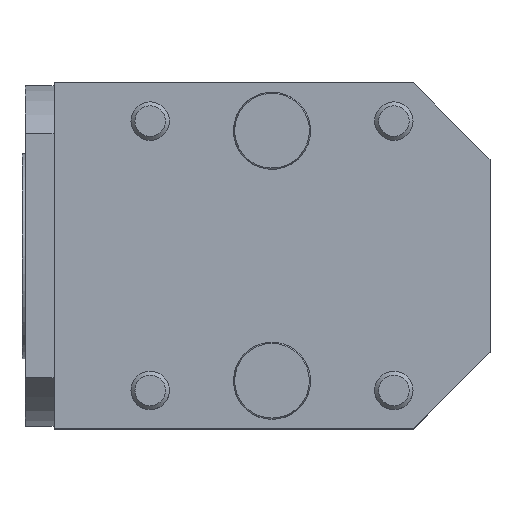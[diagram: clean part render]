
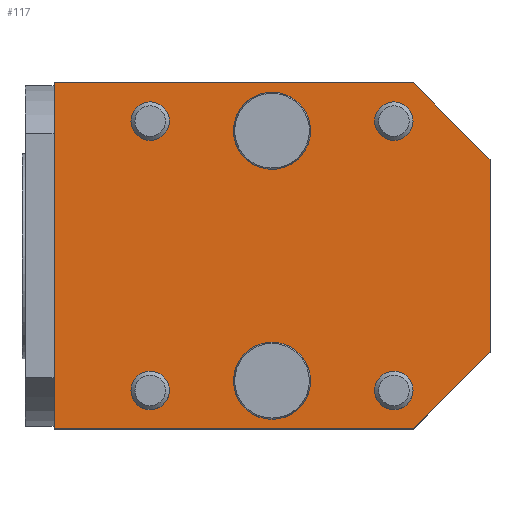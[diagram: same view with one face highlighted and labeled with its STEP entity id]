
A CAD part, top view. The second image highlights one B-rep face of the part: STEP entity #117.
In plain terms, the highlighted planar face has unit normal (0, 0, 1).
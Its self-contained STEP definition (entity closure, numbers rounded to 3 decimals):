
#117=ADVANCED_FACE('',(#194,#195,#196,#197,#198,#199,#200),#173,.T.);
#173=PLANE('',#865);
#194=FACE_BOUND('',#249,.T.);
#195=FACE_BOUND('',#250,.T.);
#196=FACE_BOUND('',#251,.T.);
#197=FACE_BOUND('',#252,.T.);
#198=FACE_BOUND('',#253,.T.);
#199=FACE_BOUND('',#254,.T.);
#200=FACE_BOUND('',#255,.T.);
#249=EDGE_LOOP('',(#408));
#250=EDGE_LOOP('',(#409));
#251=EDGE_LOOP('',(#410));
#252=EDGE_LOOP('',(#411));
#253=EDGE_LOOP('',(#412));
#254=EDGE_LOOP('',(#413));
#255=EDGE_LOOP('',(#414,#415,#416,#417,#418,#419));
#327=CIRCLE('',#859,6.006);
#328=CIRCLE('',#860,6.006);
#329=CIRCLE('',#861,3.);
#330=CIRCLE('',#862,3.);
#331=CIRCLE('',#863,3.);
#332=CIRCLE('',#864,3.);
#408=ORIENTED_EDGE('',*,*,#672,.F.);
#409=ORIENTED_EDGE('',*,*,#673,.F.);
#410=ORIENTED_EDGE('',*,*,#674,.F.);
#411=ORIENTED_EDGE('',*,*,#675,.F.);
#412=ORIENTED_EDGE('',*,*,#676,.F.);
#413=ORIENTED_EDGE('',*,*,#677,.F.);
#414=ORIENTED_EDGE('',*,*,#656,.T.);
#415=ORIENTED_EDGE('',*,*,#660,.T.);
#416=ORIENTED_EDGE('',*,*,#661,.F.);
#417=ORIENTED_EDGE('',*,*,#667,.F.);
#418=ORIENTED_EDGE('',*,*,#669,.F.);
#419=ORIENTED_EDGE('',*,*,#651,.T.);
#577=VERTEX_POINT('',#1233);
#578=VERTEX_POINT('',#1235);
#581=VERTEX_POINT('',#1243);
#584=VERTEX_POINT('',#1251);
#585=VERTEX_POINT('',#1255);
#589=VERTEX_POINT('',#1265);
#590=VERTEX_POINT('',#1275);
#591=VERTEX_POINT('',#1277);
#592=VERTEX_POINT('',#1279);
#593=VERTEX_POINT('',#1281);
#594=VERTEX_POINT('',#1283);
#595=VERTEX_POINT('',#1285);
#651=EDGE_CURVE('',#578,#577,#749,.T.);
#656=EDGE_CURVE('',#577,#581,#754,.T.);
#660=EDGE_CURVE('',#581,#584,#758,.T.);
#661=EDGE_CURVE('',#585,#584,#759,.T.);
#667=EDGE_CURVE('',#589,#585,#765,.T.);
#669=EDGE_CURVE('',#578,#589,#767,.T.);
#672=EDGE_CURVE('',#590,#590,#327,.T.);
#673=EDGE_CURVE('',#591,#591,#328,.T.);
#674=EDGE_CURVE('',#592,#592,#329,.T.);
#675=EDGE_CURVE('',#593,#593,#330,.T.);
#676=EDGE_CURVE('',#594,#594,#331,.T.);
#677=EDGE_CURVE('',#595,#595,#332,.T.);
#749=LINE('',#1234,#791);
#754=LINE('',#1244,#796);
#758=LINE('',#1252,#800);
#759=LINE('',#1254,#801);
#765=LINE('',#1266,#807);
#767=LINE('',#1269,#809);
#791=VECTOR('',#972,1.);
#796=VECTOR('',#979,1.);
#800=VECTOR('',#985,1.);
#801=VECTOR('',#988,1.);
#807=VECTOR('',#996,1.);
#809=VECTOR('',#1000,1.);
#859=AXIS2_PLACEMENT_3D('',#1274,#1007,#1008);
#860=AXIS2_PLACEMENT_3D('',#1276,#1009,#1010);
#861=AXIS2_PLACEMENT_3D('',#1278,#1011,#1012);
#862=AXIS2_PLACEMENT_3D('',#1280,#1013,#1014);
#863=AXIS2_PLACEMENT_3D('',#1282,#1015,#1016);
#864=AXIS2_PLACEMENT_3D('',#1284,#1017,#1018);
#865=AXIS2_PLACEMENT_3D('',#1286,#1019,#1020);
#972=DIRECTION('',(0.,-1.,0.));
#979=DIRECTION('',(1.,0.,0.));
#985=DIRECTION('',(0.707,0.707,0.));
#988=DIRECTION('',(0.,-1.,0.));
#996=DIRECTION('',(0.707,-0.707,0.));
#1000=DIRECTION('',(1.,0.,0.));
#1007=DIRECTION('',(0.,0.,1.));
#1008=DIRECTION('',(1.,0.,0.));
#1009=DIRECTION('',(0.,0.,1.));
#1010=DIRECTION('',(1.,0.,0.));
#1011=DIRECTION('',(0.,0.,1.));
#1012=DIRECTION('',(1.,0.,0.));
#1013=DIRECTION('',(0.,0.,1.));
#1014=DIRECTION('',(1.,0.,0.));
#1015=DIRECTION('',(0.,0.,1.));
#1016=DIRECTION('',(1.,0.,0.));
#1017=DIRECTION('',(0.,0.,1.));
#1018=DIRECTION('',(1.,0.,0.));
#1019=DIRECTION('',(0.,0.,1.));
#1020=DIRECTION('',(1.,0.,0.));
#1233=CARTESIAN_POINT('',(-34.,-27.,0.));
#1234=CARTESIAN_POINT('',(-34.,0.,0.));
#1235=CARTESIAN_POINT('',(-34.,27.,0.));
#1243=CARTESIAN_POINT('',(22.,-27.,0.));
#1244=CARTESIAN_POINT('',(-34.,-27.,0.));
#1251=CARTESIAN_POINT('',(34.,-15.,0.));
#1252=CARTESIAN_POINT('',(22.,-27.,0.));
#1254=CARTESIAN_POINT('',(34.,15.,0.));
#1255=CARTESIAN_POINT('',(34.,15.,0.));
#1265=CARTESIAN_POINT('',(22.,27.,0.));
#1266=CARTESIAN_POINT('',(22.,27.,0.));
#1269=CARTESIAN_POINT('',(-34.,27.,0.));
#1274=CARTESIAN_POINT('',(0.,19.5,0.));
#1275=CARTESIAN_POINT('',(6.006,19.5,0.));
#1276=CARTESIAN_POINT('',(0.,-19.5,0.));
#1277=CARTESIAN_POINT('',(6.006,-19.5,0.));
#1278=CARTESIAN_POINT('',(19.,21.,0.));
#1279=CARTESIAN_POINT('',(22.,21.,0.));
#1280=CARTESIAN_POINT('',(-19.,21.,0.));
#1281=CARTESIAN_POINT('',(-16.,21.,0.));
#1282=CARTESIAN_POINT('',(-19.,-21.,0.));
#1283=CARTESIAN_POINT('',(-16.,-21.,0.));
#1284=CARTESIAN_POINT('',(19.,-21.,0.));
#1285=CARTESIAN_POINT('',(22.,-21.,0.));
#1286=CARTESIAN_POINT('',(34.,-27.,0.));
